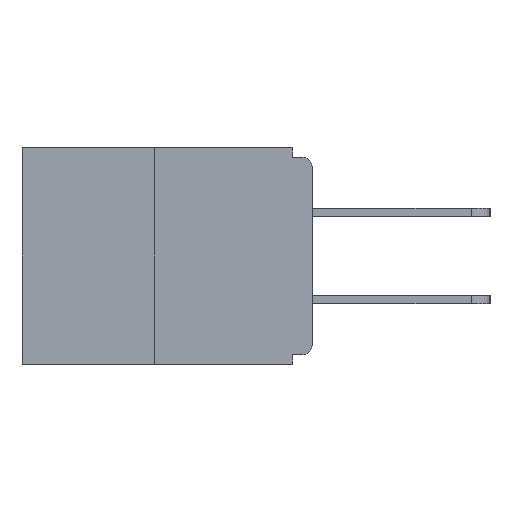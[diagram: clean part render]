
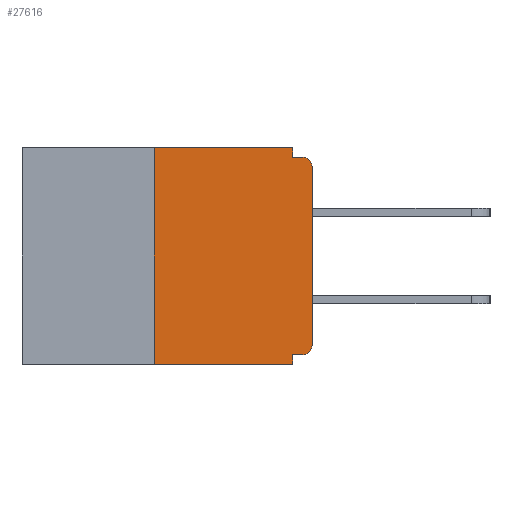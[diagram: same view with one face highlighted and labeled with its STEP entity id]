
A CAD part, left-side view. The second image highlights one B-rep face of the part: STEP entity #27616.
In plain terms, the highlighted planar face has unit normal (-1, 0, 0).
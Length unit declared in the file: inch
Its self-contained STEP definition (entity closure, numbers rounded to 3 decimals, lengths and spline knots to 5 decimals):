
#74 = ORIENTED_EDGE ( 'NONE', *, *, #20036, .T. ) ;
#783 = VECTOR ( 'NONE', #21675, 39.37008 ) ;
#1488 = VERTEX_POINT ( 'NONE', #5456 ) ;
#1763 = CARTESIAN_POINT ( 'NONE',  ( 0., 0., -0.313 ) ) ;
#2029 = LINE ( 'NONE', #12923, #12403 ) ;
#2076 = VERTEX_POINT ( 'NONE', #21498 ) ;
#2546 = CARTESIAN_POINT ( 'NONE',  ( 0., 0.031, -0.343 ) ) ;
#2564 = ORIENTED_EDGE ( 'NONE', *, *, #13373, .F. ) ;
#4522 = ORIENTED_EDGE ( 'NONE', *, *, #24198, .T. ) ;
#4850 = CIRCLE ( 'NONE', #21047, 0.015 ) ;
#5456 = CARTESIAN_POINT ( 'NONE',  ( 0., 0.015, -0.015 ) ) ;
#5507 = VECTOR ( 'NONE', #10048, 39.37008 ) ;
#5531 = DIRECTION ( 'NONE',  ( 0., -1., 0. ) ) ;
#7077 = VECTOR ( 'NONE', #25885, 39.37008 ) ;
#7109 = LINE ( 'NONE', #27266, #12764 ) ;
#7869 = VECTOR ( 'NONE', #10131, 39.37008 ) ;
#8349 = VECTOR ( 'NONE', #17544, 39.37008 ) ;
#9292 = DIRECTION ( 'NONE',  ( 0., 0., -1. ) ) ;
#9642 = EDGE_CURVE ( 'NONE', #2076, #19482, #25745, .T. ) ;
#9776 = CARTESIAN_POINT ( 'NONE',  ( 0., 0.015, -0.03 ) ) ;
#10048 = DIRECTION ( 'NONE',  ( 0., -1., 0. ) ) ;
#10131 = DIRECTION ( 'NONE',  ( 0., 0., 1. ) ) ;
#10268 = CARTESIAN_POINT ( 'NONE',  ( 0., 0.031, -0.343 ) ) ;
#10314 = LINE ( 'NONE', #10880, #8349 ) ;
#10371 = ORIENTED_EDGE ( 'NONE', *, *, #16386, .F. ) ;
#10384 = CARTESIAN_POINT ( 'NONE',  ( 0., 0., -0.328 ) ) ;
#10452 = DIRECTION ( 'NONE',  ( 1., 0., 0. ) ) ;
#10733 = DIRECTION ( 'NONE',  ( 0., 0., 1. ) ) ;
#10880 = CARTESIAN_POINT ( 'NONE',  ( 0., 0.031, 0. ) ) ;
#10935 = VERTEX_POINT ( 'NONE', #19052 ) ;
#11129 = EDGE_LOOP ( 'NONE', ( #10371, #16167, #22035, #17268, #11524, #74, #4522, #23288, #2564, #26133 ) ) ;
#11524 = ORIENTED_EDGE ( 'NONE', *, *, #9642, .F. ) ;
#11909 = CARTESIAN_POINT ( 'NONE',  ( 0., 0.015, -0.313 ) ) ;
#11925 = VERTEX_POINT ( 'NONE', #2546 ) ;
#12119 = CARTESIAN_POINT ( 'NONE',  ( 0., 0.031, 0. ) ) ;
#12308 = DIRECTION ( 'NONE',  ( 0., 0., -1. ) ) ;
#12382 = CIRCLE ( 'NONE', #18850, 0.015 ) ;
#12403 = VECTOR ( 'NONE', #10733, 39.37008 ) ;
#12704 = LINE ( 'NONE', #12855, #783 ) ;
#12764 = VECTOR ( 'NONE', #5531, 39.37008 ) ;
#12855 = CARTESIAN_POINT ( 'NONE',  ( 0., 0.46, -0.343 ) ) ;
#12923 = CARTESIAN_POINT ( 'NONE',  ( 0., 0.25, 0. ) ) ;
#13373 = EDGE_CURVE ( 'NONE', #23581, #1488, #14402, .T. ) ;
#13935 = CARTESIAN_POINT ( 'NONE',  ( 0., 0.031, -0.015 ) ) ;
#14402 = LINE ( 'NONE', #23226, #5507 ) ;
#14513 = VECTOR ( 'NONE', #12308, 39.37008 ) ;
#14921 = CARTESIAN_POINT ( 'NONE',  ( 0., 0., -0.03 ) ) ;
#14948 = FACE_OUTER_BOUND ( 'NONE', #11129, .T. ) ;
#15735 = VERTEX_POINT ( 'NONE', #26849 ) ;
#16167 = ORIENTED_EDGE ( 'NONE', *, *, #20377, .F. ) ;
#16386 = EDGE_CURVE ( 'NONE', #15735, #19260, #7109, .T. ) ;
#16525 = VERTEX_POINT ( 'NONE', #1763 ) ;
#16977 = DIRECTION ( 'NONE',  ( 0., 0., -1. ) ) ;
#17033 = DIRECTION ( 'NONE',  ( 0., 0., -1. ) ) ;
#17268 = ORIENTED_EDGE ( 'NONE', *, *, #28042, .F. ) ;
#17544 = DIRECTION ( 'NONE',  ( 0., 0., -1. ) ) ;
#17738 = CARTESIAN_POINT ( 'NONE',  ( 0., 0.031, -0.328 ) ) ;
#17827 = EDGE_CURVE ( 'NONE', #20838, #1488, #4850, .T. ) ;
#18535 = LINE ( 'NONE', #21145, #7869 ) ;
#18850 = AXIS2_PLACEMENT_3D ( 'NONE', #11909, #27402, #9292 ) ;
#19052 = CARTESIAN_POINT ( 'NONE',  ( 0., 0.25, -0.343 ) ) ;
#19260 = VERTEX_POINT ( 'NONE', #12119 ) ;
#19416 = EDGE_CURVE ( 'NONE', #10935, #11925, #12704, .T. ) ;
#19482 = VERTEX_POINT ( 'NONE', #17738 ) ;
#20036 = EDGE_CURVE ( 'NONE', #2076, #16525, #12382, .T. ) ;
#20377 = EDGE_CURVE ( 'NONE', #10935, #15735, #2029, .T. ) ;
#20838 = VERTEX_POINT ( 'NONE', #14921 ) ;
#21047 = AXIS2_PLACEMENT_3D ( 'NONE', #9776, #27757, #17033 ) ;
#21145 = CARTESIAN_POINT ( 'NONE',  ( 0., 0., 0. ) ) ;
#21498 = CARTESIAN_POINT ( 'NONE',  ( 0., 0.015, -0.328 ) ) ;
#21675 = DIRECTION ( 'NONE',  ( 0., -1., 0. ) ) ;
#22035 = ORIENTED_EDGE ( 'NONE', *, *, #19416, .T. ) ;
#22808 = AXIS2_PLACEMENT_3D ( 'NONE', #27987, #10452, #16977 ) ;
#23226 = CARTESIAN_POINT ( 'NONE',  ( 0., 0., -0.015 ) ) ;
#23288 = ORIENTED_EDGE ( 'NONE', *, *, #17827, .T. ) ;
#23581 = VERTEX_POINT ( 'NONE', #13935 ) ;
#24198 = EDGE_CURVE ( 'NONE', #16525, #20838, #18535, .T. ) ;
#24745 = EDGE_CURVE ( 'NONE', #19260, #23581, #10314, .T. ) ;
#25623 = LINE ( 'NONE', #10268, #14513 ) ;
#25745 = LINE ( 'NONE', #10384, #7077 ) ;
#25885 = DIRECTION ( 'NONE',  ( 0., 1., 0. ) ) ;
#26133 = ORIENTED_EDGE ( 'NONE', *, *, #24745, .F. ) ;
#26849 = CARTESIAN_POINT ( 'NONE',  ( 0., 0.25, 0. ) ) ;
#27266 = CARTESIAN_POINT ( 'NONE',  ( 0., 0.46, 0. ) ) ;
#27402 = DIRECTION ( 'NONE',  ( -1., 0., 0. ) ) ;
#27616 = ADVANCED_FACE ( 'NONE', ( #14948 ), #27841, .F. ) ;
#27757 = DIRECTION ( 'NONE',  ( -1., 0., 0. ) ) ;
#27841 = PLANE ( 'NONE',  #22808 ) ;
#27987 = CARTESIAN_POINT ( 'NONE',  ( 0., 0.46, 0. ) ) ;
#28042 = EDGE_CURVE ( 'NONE', #19482, #11925, #25623, .T. ) ;
